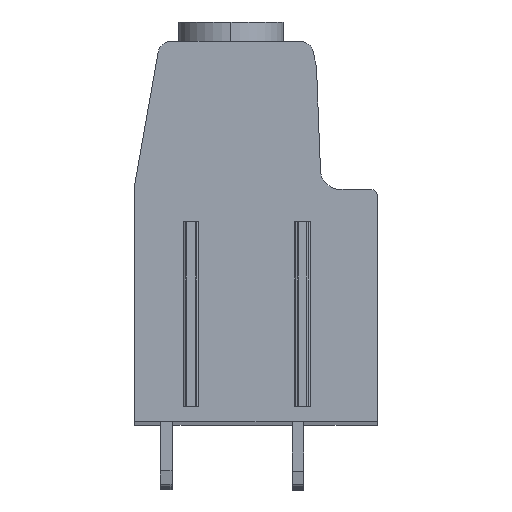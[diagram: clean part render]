
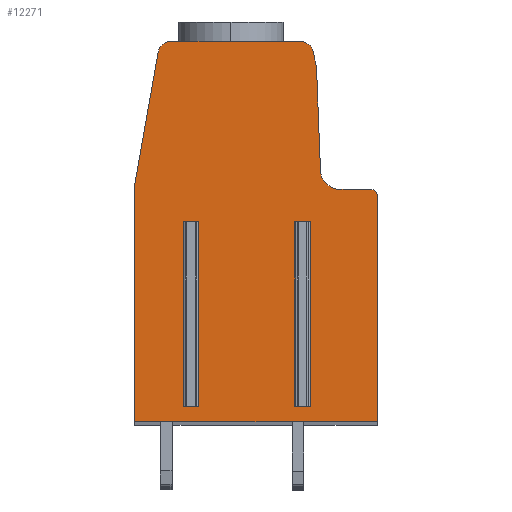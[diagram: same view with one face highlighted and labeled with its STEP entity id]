
A CAD part, top view. The second image highlights one B-rep face of the part: STEP entity #12271.
In plain terms, the highlighted planar face has unit normal (0, 0, 1).
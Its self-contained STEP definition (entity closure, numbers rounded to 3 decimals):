
#1642=CARTESIAN_POINT('',(3.429,13.65,5.08));
#1643=DIRECTION('',(0.,0.,1.));
#1644=DIRECTION('',(0.978,0.208,0.));
#1645=AXIS2_PLACEMENT_3D('',#1642,#1643,#1644);
#1647=DIRECTION('',(-0.208,0.978,0.));
#1648=VECTOR('',#1647,0.978);
#1649=CARTESIAN_POINT('',(4.611,12.902,5.08));
#1650=LINE('',#1649,#1648);
#1651=CARTESIAN_POINT('',(1.676,12.278,5.08));
#1652=DIRECTION('',(0.,0.,1.));
#1653=DIRECTION('',(0.999,0.038,0.));
#1654=AXIS2_PLACEMENT_3D('',#1651,#1652,#1653);
#1656=DIRECTION('',(-0.038,0.999,0.));
#1657=VECTOR('',#1656,7.706);
#1658=CARTESIAN_POINT('',(4.97,4.692,5.08));
#1659=LINE('',#1658,#1657);
#1660=CARTESIAN_POINT('',(6.469,4.75,5.08));
#1661=DIRECTION('',(0.,0.,-1.));
#1662=DIRECTION('',(0.,-1.,0.));
#1663=AXIS2_PLACEMENT_3D('',#1660,#1661,#1662);
#1665=DIRECTION('',(-1.,0.,0.));
#1666=VECTOR('',#1665,2.381);
#1667=CARTESIAN_POINT('',(8.85,3.25,5.08));
#1668=LINE('',#1667,#1666);
#1669=CARTESIAN_POINT('',(8.85,2.75,5.08));
#1670=DIRECTION('',(0.,0.,1.));
#1671=DIRECTION('',(1.,0.,0.));
#1672=AXIS2_PLACEMENT_3D('',#1669,#1670,#1671);
#1674=DIRECTION('',(0.,1.,0.));
#1675=VECTOR('',#1674,17.4);
#1676=CARTESIAN_POINT('',(9.35,-14.65,5.08));
#1677=LINE('',#1676,#1675);
#1678=DIRECTION('',(1.,0.,0.));
#1679=VECTOR('',#1678,18.7);
#1680=CARTESIAN_POINT('',(-9.35,-14.65,5.08));
#1681=LINE('',#1680,#1679);
#1682=DIRECTION('',(0.,-1.,0.));
#1683=VECTOR('',#1682,18.25);
#1684=CARTESIAN_POINT('',(-9.35,3.6,5.08));
#1685=LINE('',#1684,#1683);
#1686=DIRECTION('',(-0.174,-0.985,0.));
#1687=VECTOR('',#1686,10.381);
#1688=CARTESIAN_POINT('',(-7.547,13.824,5.08));
#1689=LINE('',#1688,#1687);
#1690=CARTESIAN_POINT('',(-6.562,13.65,5.08));
#1691=DIRECTION('',(0.,0.,1.));
#1692=DIRECTION('',(0.,1.,0.));
#1693=AXIS2_PLACEMENT_3D('',#1690,#1691,#1692);
#1695=DIRECTION('',(-1.,0.,0.));
#1696=VECTOR('',#1695,9.992);
#1697=CARTESIAN_POINT('',(3.429,14.65,5.08));
#1698=LINE('',#1697,#1696);
#1699=DIRECTION('',(1.,0.,0.));
#1700=VECTOR('',#1699,0.65);
#1701=CARTESIAN_POINT('',(-5.325,0.75,5.08));
#1702=LINE('',#1701,#1700);
#1703=DIRECTION('',(0.,1.,0.));
#1704=VECTOR('',#1703,14.25);
#1705=CARTESIAN_POINT('',(-5.325,-13.5,5.08));
#1706=LINE('',#1705,#1704);
#1707=DIRECTION('',(1.,0.,0.));
#1708=VECTOR('',#1707,0.65);
#1709=CARTESIAN_POINT('',(-5.325,-13.5,5.08));
#1710=LINE('',#1709,#1708);
#1711=DIRECTION('',(0.,1.,0.));
#1712=VECTOR('',#1711,14.25);
#1713=CARTESIAN_POINT('',(-4.675,-13.5,5.08));
#1714=LINE('',#1713,#1712);
#1715=DIRECTION('',(1.,0.,0.));
#1716=VECTOR('',#1715,0.65);
#1717=CARTESIAN_POINT('',(3.275,0.75,5.08));
#1718=LINE('',#1717,#1716);
#1719=DIRECTION('',(0.,1.,0.));
#1720=VECTOR('',#1719,14.25);
#1721=CARTESIAN_POINT('',(3.275,-13.5,5.08));
#1722=LINE('',#1721,#1720);
#1723=DIRECTION('',(1.,0.,0.));
#1724=VECTOR('',#1723,0.65);
#1725=CARTESIAN_POINT('',(3.275,-13.5,5.08));
#1726=LINE('',#1725,#1724);
#1727=DIRECTION('',(0.,1.,0.));
#1728=VECTOR('',#1727,14.25);
#1729=CARTESIAN_POINT('',(3.925,-13.5,5.08));
#1730=LINE('',#1729,#1728);
#8343=CARTESIAN_POINT('',(-6.562,14.65,5.08));
#8344=CARTESIAN_POINT('',(-7.547,13.824,5.08));
#8345=VERTEX_POINT('',#8343);
#8346=VERTEX_POINT('',#8344);
#8347=CARTESIAN_POINT('',(-9.35,3.6,5.08));
#8348=VERTEX_POINT('',#8347);
#8349=CARTESIAN_POINT('',(-9.35,-14.65,5.08));
#8350=VERTEX_POINT('',#8349);
#8351=CARTESIAN_POINT('',(9.35,-14.65,5.08));
#8352=VERTEX_POINT('',#8351);
#8353=CARTESIAN_POINT('',(6.469,3.25,5.08));
#8354=CARTESIAN_POINT('',(4.97,4.692,5.08));
#8355=VERTEX_POINT('',#8353);
#8356=VERTEX_POINT('',#8354);
#8363=CARTESIAN_POINT('',(4.408,13.858,5.08));
#8364=VERTEX_POINT('',#8363);
#8365=CARTESIAN_POINT('',(3.429,14.65,5.08));
#8366=VERTEX_POINT('',#8365);
#8371=CARTESIAN_POINT('',(4.674,12.393,5.08));
#8372=VERTEX_POINT('',#8371);
#8373=CARTESIAN_POINT('',(4.611,12.902,5.08));
#8374=VERTEX_POINT('',#8373);
#8379=CARTESIAN_POINT('',(9.35,2.75,5.08));
#8380=VERTEX_POINT('',#8379);
#8381=CARTESIAN_POINT('',(8.85,3.25,5.08));
#8382=VERTEX_POINT('',#8381);
#8463=CARTESIAN_POINT('',(-5.325,0.75,5.08));
#8464=CARTESIAN_POINT('',(-4.675,0.75,5.08));
#8465=VERTEX_POINT('',#8463);
#8466=VERTEX_POINT('',#8464);
#8467=CARTESIAN_POINT('',(3.275,0.75,5.08));
#8468=CARTESIAN_POINT('',(3.925,0.75,5.08));
#8469=VERTEX_POINT('',#8467);
#8470=VERTEX_POINT('',#8468);
#8471=CARTESIAN_POINT('',(3.925,-13.5,5.08));
#8472=VERTEX_POINT('',#8471);
#8473=CARTESIAN_POINT('',(3.275,-13.5,5.08));
#8474=VERTEX_POINT('',#8473);
#8475=CARTESIAN_POINT('',(-4.675,-13.5,5.08));
#8476=VERTEX_POINT('',#8475);
#8477=CARTESIAN_POINT('',(-5.325,-13.5,5.08));
#8478=VERTEX_POINT('',#8477);
#12231=CARTESIAN_POINT('',(0.,0.,5.08));
#12232=DIRECTION('',(0.,0.,1.));
#12233=DIRECTION('',(1.,0.,0.));
#12234=AXIS2_PLACEMENT_3D('',#12231,#12232,#12233);
#12235=PLANE('',#12234);
#12236=ORIENTED_EDGE('',*,*,#11744,.F.);
#12237=ORIENTED_EDGE('',*,*,#11759,.F.);
#12238=ORIENTED_EDGE('',*,*,#11772,.F.);
#12239=ORIENTED_EDGE('',*,*,#11787,.F.);
#12240=ORIENTED_EDGE('',*,*,#11800,.F.);
#12241=ORIENTED_EDGE('',*,*,#11813,.F.);
#12242=ORIENTED_EDGE('',*,*,#11828,.F.);
#12243=ORIENTED_EDGE('',*,*,#11842,.F.);
#12244=ORIENTED_EDGE('',*,*,#11115,.F.);
#12245=ORIENTED_EDGE('',*,*,#11592,.F.);
#12246=ORIENTED_EDGE('',*,*,#11606,.F.);
#12247=ORIENTED_EDGE('',*,*,#11620,.F.);
#12248=ORIENTED_EDGE('',*,*,#11633,.F.);
#12249=EDGE_LOOP('',(#12236,#12237,#12238,#12239,#12240,#12241,#12242,#12243,
#12244,#12245,#12246,#12247,#12248));
#12250=FACE_OUTER_BOUND('',#12249,.F.);
#12252=ORIENTED_EDGE('',*,*,#12251,.F.);
#12254=ORIENTED_EDGE('',*,*,#12253,.F.);
#12256=ORIENTED_EDGE('',*,*,#12255,.T.);
#12258=ORIENTED_EDGE('',*,*,#12257,.T.);
#12259=EDGE_LOOP('',(#12252,#12254,#12256,#12258));
#12260=FACE_BOUND('',#12259,.F.);
#12262=ORIENTED_EDGE('',*,*,#12261,.F.);
#12264=ORIENTED_EDGE('',*,*,#12263,.F.);
#12266=ORIENTED_EDGE('',*,*,#12265,.T.);
#12268=ORIENTED_EDGE('',*,*,#12267,.T.);
#12269=EDGE_LOOP('',(#12262,#12264,#12266,#12268));
#12270=FACE_BOUND('',#12269,.F.);
#1646=CIRCLE('',#1645,1.);
#1655=CIRCLE('',#1654,3.);
#1664=CIRCLE('',#1663,1.5);
#1673=CIRCLE('',#1672,0.5);
#1694=CIRCLE('',#1693,1.);
#11115=EDGE_CURVE('',#8350,#8352,#1681,.T.);
#11592=EDGE_CURVE('',#8348,#8350,#1685,.T.);
#11606=EDGE_CURVE('',#8346,#8348,#1689,.T.);
#11620=EDGE_CURVE('',#8345,#8346,#1694,.T.);
#11633=EDGE_CURVE('',#8366,#8345,#1698,.T.);
#11744=EDGE_CURVE('',#8364,#8366,#1646,.T.);
#11759=EDGE_CURVE('',#8374,#8364,#1650,.T.);
#11772=EDGE_CURVE('',#8372,#8374,#1655,.T.);
#11787=EDGE_CURVE('',#8356,#8372,#1659,.T.);
#11800=EDGE_CURVE('',#8355,#8356,#1664,.T.);
#11813=EDGE_CURVE('',#8382,#8355,#1668,.T.);
#11828=EDGE_CURVE('',#8380,#8382,#1673,.T.);
#11842=EDGE_CURVE('',#8352,#8380,#1677,.T.);
#12251=EDGE_CURVE('',#8465,#8466,#1702,.T.);
#12253=EDGE_CURVE('',#8478,#8465,#1706,.T.);
#12255=EDGE_CURVE('',#8478,#8476,#1710,.T.);
#12257=EDGE_CURVE('',#8476,#8466,#1714,.T.);
#12261=EDGE_CURVE('',#8469,#8470,#1718,.T.);
#12263=EDGE_CURVE('',#8474,#8469,#1722,.T.);
#12265=EDGE_CURVE('',#8474,#8472,#1726,.T.);
#12267=EDGE_CURVE('',#8472,#8470,#1730,.T.);
#12271=ADVANCED_FACE('',(#12250,#12260,#12270),#12235,.T.);
